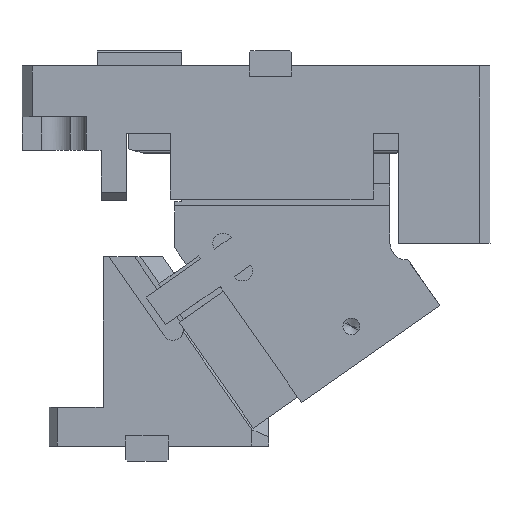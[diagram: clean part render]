
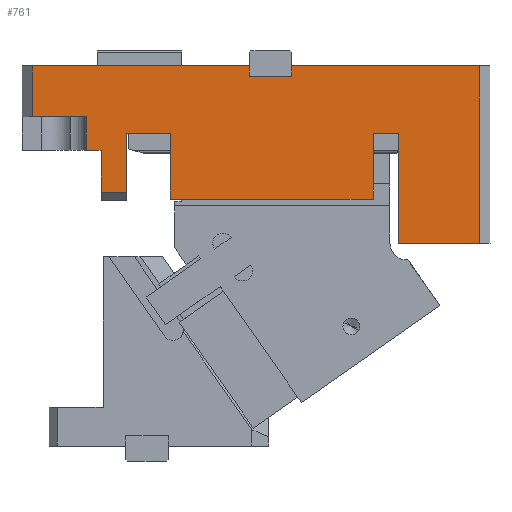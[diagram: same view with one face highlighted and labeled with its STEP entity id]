
A CAD part, front view. The second image highlights one B-rep face of the part: STEP entity #761.
In plain terms, the highlighted planar face has unit normal (0, -1, 0).
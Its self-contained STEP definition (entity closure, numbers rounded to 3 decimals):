
#173=CARTESIAN_POINT('Vertex',(206.8,-30.,120.)) ;
#176=CARTESIAN_POINT('Line Origine',(206.8,-30.,152.585)) ;
#180=CARTESIAN_POINT('Vertex',(206.8,-30.,185.17)) ;
#539=CARTESIAN_POINT('Vertex',(255.,-30.,120.)) ;
#542=CARTESIAN_POINT('Line Origine',(230.9,-30.,120.)) ;
#610=CARTESIAN_POINT('Axis2P3D Location',(233.8,-30.,90.22)) ;
#615=CARTESIAN_POINT('Line Origine',(45.8,-30.,167.67)) ;
#619=CARTESIAN_POINT('Vertex',(45.8,-30.,185.17)) ;
#621=CARTESIAN_POINT('Vertex',(45.8,-30.,150.17)) ;
#624=CARTESIAN_POINT('Line Origine',(58.8,-30.,185.17)) ;
#628=CARTESIAN_POINT('Vertex',(71.8,-30.,185.17)) ;
#631=CARTESIAN_POINT('Line Origine',(71.8,-30.,165.67)) ;
#635=CARTESIAN_POINT('Vertex',(71.8,-30.,146.17)) ;
#638=CARTESIAN_POINT('Line Origine',(131.8,-30.,146.17)) ;
#642=CARTESIAN_POINT('Vertex',(191.8,-30.,146.17)) ;
#645=CARTESIAN_POINT('Line Origine',(191.8,-30.,165.67)) ;
#649=CARTESIAN_POINT('Vertex',(191.8,-30.,185.17)) ;
#652=CARTESIAN_POINT('Line Origine',(199.3,-30.,185.17)) ;
#657=CARTESIAN_POINT('Line Origine',(255.,-30.,172.5)) ;
#661=CARTESIAN_POINT('Vertex',(255.,-30.,225.)) ;
#664=CARTESIAN_POINT('Line Origine',(199.25,-30.,225.)) ;
#668=CARTESIAN_POINT('Vertex',(143.5,-30.,225.)) ;
#671=CARTESIAN_POINT('Line Origine',(143.5,-30.,222.)) ;
#675=CARTESIAN_POINT('Vertex',(143.5,-30.,219.)) ;
#678=CARTESIAN_POINT('Line Origine',(131.,-30.,219.)) ;
#682=CARTESIAN_POINT('Vertex',(118.5,-30.,219.)) ;
#685=CARTESIAN_POINT('Line Origine',(118.5,-30.,222.)) ;
#689=CARTESIAN_POINT('Vertex',(118.5,-30.,225.)) ;
#692=CARTESIAN_POINT('Line Origine',(54.25,-30.,225.)) ;
#696=CARTESIAN_POINT('Vertex',(-10.,-30.,225.)) ;
#699=CARTESIAN_POINT('Line Origine',(-10.,-30.,210.)) ;
#703=CARTESIAN_POINT('Vertex',(-10.,-30.,195.)) ;
#706=CARTESIAN_POINT('Line Origine',(6.,-30.,195.)) ;
#710=CARTESIAN_POINT('Vertex',(22.,-30.,195.)) ;
#713=CARTESIAN_POINT('Line Origine',(22.,-30.,185.)) ;
#717=CARTESIAN_POINT('Vertex',(22.,-30.,175.)) ;
#720=CARTESIAN_POINT('Line Origine',(26.4,-30.,175.)) ;
#724=CARTESIAN_POINT('Vertex',(30.8,-30.,175.)) ;
#727=CARTESIAN_POINT('Line Origine',(30.8,-30.,162.585)) ;
#731=CARTESIAN_POINT('Vertex',(30.8,-30.,150.17)) ;
#734=CARTESIAN_POINT('Line Origine',(38.3,-30.,150.17)) ;
#177=DIRECTION('Vector Direction',(0.,0.,1.)) ;
#543=DIRECTION('Vector Direction',(1.,0.,0.)) ;
#611=DIRECTION('Axis2P3D Direction',(0.,1.,0.)) ;
#612=DIRECTION('Axis2P3D XDirection',(0.,0.,1.)) ;
#616=DIRECTION('Vector Direction',(0.,0.,-1.)) ;
#625=DIRECTION('Vector Direction',(1.,0.,0.)) ;
#632=DIRECTION('Vector Direction',(0.,0.,-1.)) ;
#639=DIRECTION('Vector Direction',(-1.,0.,0.)) ;
#646=DIRECTION('Vector Direction',(0.,0.,1.)) ;
#653=DIRECTION('Vector Direction',(1.,0.,0.)) ;
#658=DIRECTION('Vector Direction',(0.,0.,1.)) ;
#665=DIRECTION('Vector Direction',(-1.,0.,0.)) ;
#672=DIRECTION('Vector Direction',(0.,0.,1.)) ;
#679=DIRECTION('Vector Direction',(-1.,0.,0.)) ;
#686=DIRECTION('Vector Direction',(0.,0.,1.)) ;
#693=DIRECTION('Vector Direction',(-1.,0.,0.)) ;
#700=DIRECTION('Vector Direction',(0.,0.,-1.)) ;
#707=DIRECTION('Vector Direction',(-1.,0.,0.)) ;
#714=DIRECTION('Vector Direction',(0.,0.,-1.)) ;
#721=DIRECTION('Vector Direction',(1.,0.,0.)) ;
#728=DIRECTION('Vector Direction',(0.,0.,-1.)) ;
#735=DIRECTION('Vector Direction',(1.,0.,0.)) ;
#613=AXIS2_PLACEMENT_3D('Plane Axis2P3D',#610,#611,#612) ;
#740=ORIENTED_EDGE('',*,*,#623,.F.) ;
#741=ORIENTED_EDGE('',*,*,#630,.T.) ;
#742=ORIENTED_EDGE('',*,*,#637,.T.) ;
#743=ORIENTED_EDGE('',*,*,#644,.F.) ;
#744=ORIENTED_EDGE('',*,*,#651,.T.) ;
#745=ORIENTED_EDGE('',*,*,#656,.T.) ;
#746=ORIENTED_EDGE('',*,*,#182,.F.) ;
#747=ORIENTED_EDGE('',*,*,#546,.T.) ;
#748=ORIENTED_EDGE('',*,*,#663,.T.) ;
#749=ORIENTED_EDGE('',*,*,#670,.T.) ;
#750=ORIENTED_EDGE('',*,*,#677,.F.) ;
#751=ORIENTED_EDGE('',*,*,#684,.T.) ;
#752=ORIENTED_EDGE('',*,*,#691,.T.) ;
#753=ORIENTED_EDGE('',*,*,#698,.T.) ;
#754=ORIENTED_EDGE('',*,*,#705,.T.) ;
#755=ORIENTED_EDGE('',*,*,#712,.F.) ;
#756=ORIENTED_EDGE('',*,*,#719,.T.) ;
#757=ORIENTED_EDGE('',*,*,#726,.T.) ;
#758=ORIENTED_EDGE('',*,*,#733,.T.) ;
#759=ORIENTED_EDGE('',*,*,#738,.T.) ;
#178=VECTOR('Line Direction',#177,1.) ;
#544=VECTOR('Line Direction',#543,1.) ;
#617=VECTOR('Line Direction',#616,1.) ;
#626=VECTOR('Line Direction',#625,1.) ;
#633=VECTOR('Line Direction',#632,1.) ;
#640=VECTOR('Line Direction',#639,1.) ;
#647=VECTOR('Line Direction',#646,1.) ;
#654=VECTOR('Line Direction',#653,1.) ;
#659=VECTOR('Line Direction',#658,1.) ;
#666=VECTOR('Line Direction',#665,1.) ;
#673=VECTOR('Line Direction',#672,1.) ;
#680=VECTOR('Line Direction',#679,1.) ;
#687=VECTOR('Line Direction',#686,1.) ;
#694=VECTOR('Line Direction',#693,1.) ;
#701=VECTOR('Line Direction',#700,1.) ;
#708=VECTOR('Line Direction',#707,1.) ;
#715=VECTOR('Line Direction',#714,1.) ;
#722=VECTOR('Line Direction',#721,1.) ;
#729=VECTOR('Line Direction',#728,1.) ;
#736=VECTOR('Line Direction',#735,1.) ;
#761=ADVANCED_FACE('CAM HOLDER',(#760),#614,.F.) ;
#182=EDGE_CURVE('',#174,#181,#179,.T.) ;
#546=EDGE_CURVE('',#174,#540,#545,.T.) ;
#623=EDGE_CURVE('',#620,#622,#618,.T.) ;
#630=EDGE_CURVE('',#620,#629,#627,.T.) ;
#637=EDGE_CURVE('',#629,#636,#634,.T.) ;
#644=EDGE_CURVE('',#643,#636,#641,.T.) ;
#651=EDGE_CURVE('',#643,#650,#648,.T.) ;
#656=EDGE_CURVE('',#650,#181,#655,.T.) ;
#663=EDGE_CURVE('',#540,#662,#660,.T.) ;
#670=EDGE_CURVE('',#662,#669,#667,.T.) ;
#677=EDGE_CURVE('',#676,#669,#674,.T.) ;
#684=EDGE_CURVE('',#676,#683,#681,.T.) ;
#691=EDGE_CURVE('',#683,#690,#688,.T.) ;
#698=EDGE_CURVE('',#690,#697,#695,.T.) ;
#705=EDGE_CURVE('',#697,#704,#702,.T.) ;
#712=EDGE_CURVE('',#711,#704,#709,.T.) ;
#719=EDGE_CURVE('',#711,#718,#716,.T.) ;
#726=EDGE_CURVE('',#718,#725,#723,.T.) ;
#733=EDGE_CURVE('',#725,#732,#730,.T.) ;
#738=EDGE_CURVE('',#732,#622,#737,.T.) ;
#739=EDGE_LOOP('',(#740,#741,#742,#743,#744,#745,#746,#747,#748,#749,#750,#751,#752,#753,#754,#755,#756,#757,#758,#759)) ;
#760=FACE_OUTER_BOUND('',#739,.T.) ;
#179=LINE('Line',#176,#178) ;
#545=LINE('Line',#542,#544) ;
#618=LINE('Line',#615,#617) ;
#627=LINE('Line',#624,#626) ;
#634=LINE('Line',#631,#633) ;
#641=LINE('Line',#638,#640) ;
#648=LINE('Line',#645,#647) ;
#655=LINE('Line',#652,#654) ;
#660=LINE('Line',#657,#659) ;
#667=LINE('Line',#664,#666) ;
#674=LINE('Line',#671,#673) ;
#681=LINE('Line',#678,#680) ;
#688=LINE('Line',#685,#687) ;
#695=LINE('Line',#692,#694) ;
#702=LINE('Line',#699,#701) ;
#709=LINE('Line',#706,#708) ;
#716=LINE('Line',#713,#715) ;
#723=LINE('Line',#720,#722) ;
#730=LINE('Line',#727,#729) ;
#737=LINE('Line',#734,#736) ;
#614=PLANE('Plane',#613) ;
#174=VERTEX_POINT('',#173) ;
#181=VERTEX_POINT('',#180) ;
#540=VERTEX_POINT('',#539) ;
#620=VERTEX_POINT('',#619) ;
#622=VERTEX_POINT('',#621) ;
#629=VERTEX_POINT('',#628) ;
#636=VERTEX_POINT('',#635) ;
#643=VERTEX_POINT('',#642) ;
#650=VERTEX_POINT('',#649) ;
#662=VERTEX_POINT('',#661) ;
#669=VERTEX_POINT('',#668) ;
#676=VERTEX_POINT('',#675) ;
#683=VERTEX_POINT('',#682) ;
#690=VERTEX_POINT('',#689) ;
#697=VERTEX_POINT('',#696) ;
#704=VERTEX_POINT('',#703) ;
#711=VERTEX_POINT('',#710) ;
#718=VERTEX_POINT('',#717) ;
#725=VERTEX_POINT('',#724) ;
#732=VERTEX_POINT('',#731) ;
